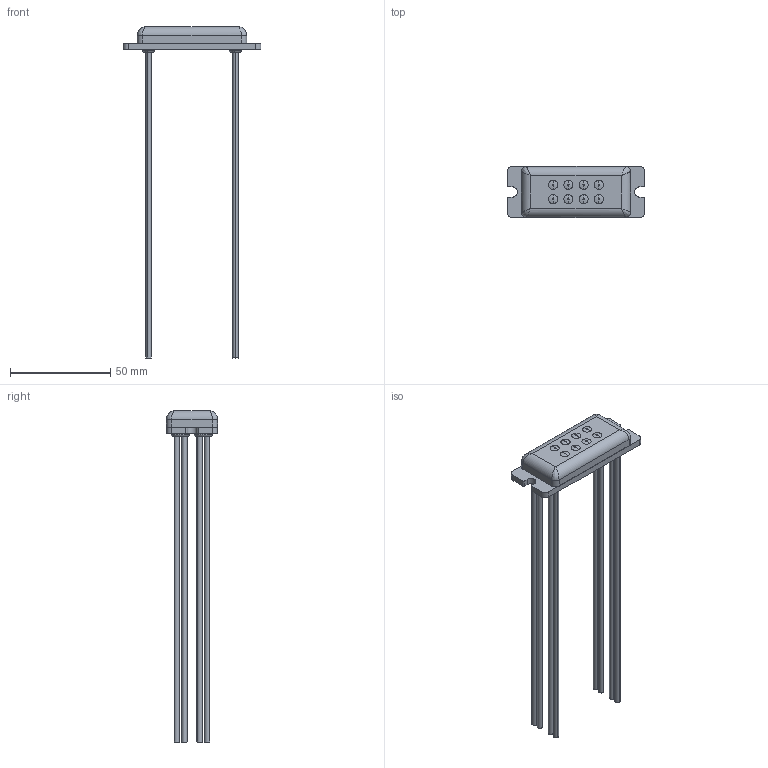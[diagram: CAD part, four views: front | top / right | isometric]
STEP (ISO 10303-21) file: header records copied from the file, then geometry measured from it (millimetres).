
FILE_DESCRIPTION (( 'STEP AP214' ), '1' );
FILE_NAME ('WCP-1523 Rev1.STEP', '2024-01-18T00:19:46', ( '' ), ( '' ), 'SwSTEP 2.0', 'SolidWorks 2022', '' );
FILE_SCHEMA (( 'AUTOMOTIVE_DESIGN' ));
Length unit declared in the file: inch
Products named in the file (1): WCP-1523 Rev1
Bounding box: 68.58 x 25.4 x 165.28 mm (x, y, z)
Volume: 16515.2 mm3; surface area: 20968.6 mm2
Topology: 16 solids, 16 shells, 408 faces, 978 edges, 639 vertices
Faces by surface type: cylinder 178, plane 126, bspline 78, cone 26
Entity records: 24815 total; most frequent: CARTESIAN_POINT 10811, ORIENTED_EDGE 1928, DIRECTION 1554, EDGE_CURVE 964, VERTEX_POINT 638, AXIS2_PLACEMENT_3D 603, EDGE_LOOP 486, UNCERTAINTY_MEASURE_WITH_UNIT 422
